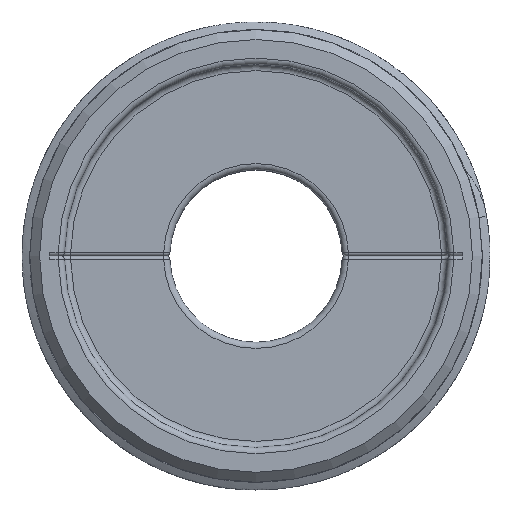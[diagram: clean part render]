
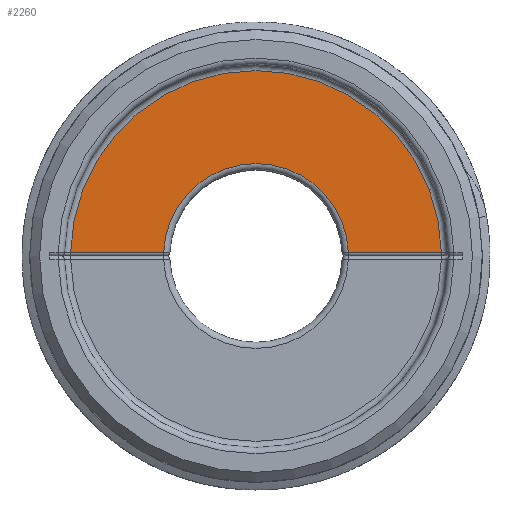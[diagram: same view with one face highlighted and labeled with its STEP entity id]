
A CAD part, top view. The second image highlights one B-rep face of the part: STEP entity #2260.
In plain terms, the highlighted planar face has unit normal (0, 0, 1).
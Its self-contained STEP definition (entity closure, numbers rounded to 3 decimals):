
#160=FACE_OUTER_BOUND('',#2740,.T.);
#532=PLANE('',#6997);
#1163=LINE('',#10296,#1617);
#1164=LINE('',#10301,#1618);
#1617=VECTOR('',#7706,1.);
#1618=VECTOR('',#7709,1.);
#2260=ADVANCED_FACE('',(#160),#532,.T.);
#2740=EDGE_LOOP('',(#3315,#3316,#3317,#3318));
#3315=ORIENTED_EDGE('',*,*,#5931,.T.);
#3316=ORIENTED_EDGE('',*,*,#5932,.T.);
#3317=ORIENTED_EDGE('',*,*,#5933,.T.);
#3318=ORIENTED_EDGE('',*,*,#5934,.T.);
#5287=VERTEX_POINT('',#10297);
#5288=VERTEX_POINT('',#10298);
#5289=VERTEX_POINT('',#10300);
#5290=VERTEX_POINT('',#10302);
#5931=EDGE_CURVE('',#5287,#5288,#1163,.T.);
#5932=EDGE_CURVE('',#5288,#5289,#6796,.T.);
#5933=EDGE_CURVE('',#5289,#5290,#1164,.T.);
#5934=EDGE_CURVE('',#5290,#5287,#6797,.T.);
#6796=CIRCLE('',#6995,7.45);
#6797=CIRCLE('',#6996,14.95);
#6995=AXIS2_PLACEMENT_3D('',#10299,#7707,#7708);
#6996=AXIS2_PLACEMENT_3D('',#10303,#7710,#7711);
#6997=AXIS2_PLACEMENT_3D('',#10304,#7712,#7713);
#7706=DIRECTION('',(1.,0.,0.));
#7707=DIRECTION('',(0.,0.,-1.));
#7708=DIRECTION('',(0.,1.,0.));
#7709=DIRECTION('',(1.,0.,0.));
#7710=DIRECTION('',(0.,0.,1.));
#7711=DIRECTION('',(0.,1.,0.));
#7712=DIRECTION('',(0.,0.,1.));
#7713=DIRECTION('',(0.,1.,0.));
#10296=CARTESIAN_POINT('',(-5.95,0.3,2.5));
#10297=CARTESIAN_POINT('',(-14.947,0.3,2.5));
#10298=CARTESIAN_POINT('',(-7.444,0.3,2.5));
#10299=CARTESIAN_POINT('',(0.,0.,2.5));
#10300=CARTESIAN_POINT('',(7.444,0.3,2.5));
#10301=CARTESIAN_POINT('',(14.95,0.3,2.5));
#10302=CARTESIAN_POINT('',(14.947,0.3,2.5));
#10303=CARTESIAN_POINT('',(0.,0.,2.5));
#10304=CARTESIAN_POINT('',(0.,19.,2.5));
